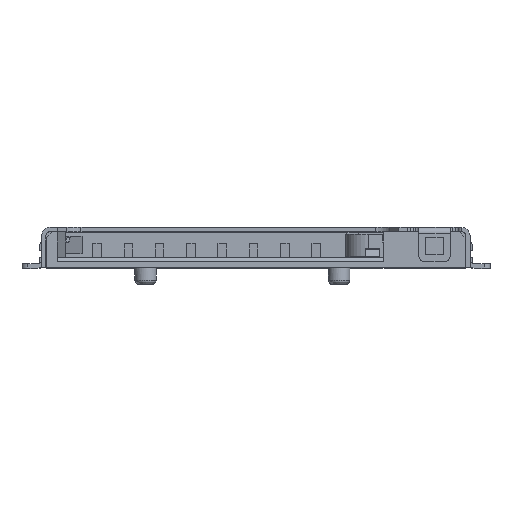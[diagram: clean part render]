
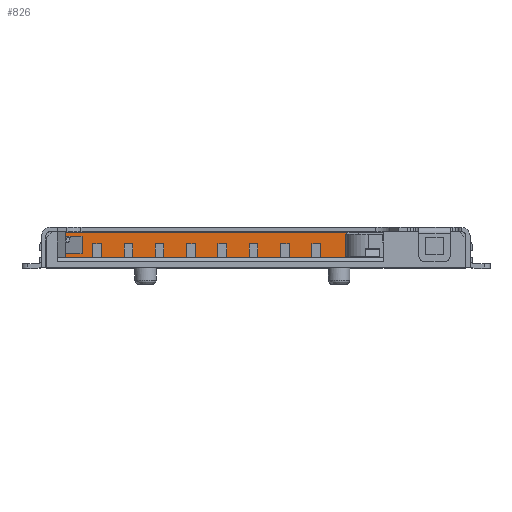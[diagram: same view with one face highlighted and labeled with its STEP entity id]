
A CAD part, top view. The second image highlights one B-rep face of the part: STEP entity #826.
In plain terms, the highlighted face is planar.
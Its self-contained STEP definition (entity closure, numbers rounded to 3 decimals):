
#394 = LINE ( 'NONE', #590, #18936 ) ;
#590 = CARTESIAN_POINT ( 'NONE',  ( 189.279, 195.831, 0.45 ) ) ;
#826 = ADVANCED_FACE ( 'NONE529', ( #39985 ), #24032, .F. ) ;
#1346 = DIRECTION ( 'NONE',  ( 0., 1., 0. ) ) ;
#1618 = EDGE_CURVE ( 'NONE', #27591, #3768, #8543, .T. ) ;
#1681 = ORIENTED_EDGE ( 'NONE', *, *, #37317, .F. ) ;
#2761 = CARTESIAN_POINT ( 'NONE',  ( 199.159, 195.831, 0.275 ) ) ;
#3768 = VERTEX_POINT ( 'NONE', #3780 ) ;
#3780 = CARTESIAN_POINT ( 'NONE',  ( 189.279, 195.831, 0. ) ) ;
#8543 = LINE ( 'NONE', #31138, #24345 ) ;
#9474 = CARTESIAN_POINT ( 'NONE',  ( 195.959, 195.831, 0.9 ) ) ;
#10813 = ORIENTED_EDGE ( 'NONE', *, *, #1618, .F. ) ;
#12517 = AXIS2_PLACEMENT_3D ( 'NONE', #13904, #1346, #40831 ) ;
#12636 = VERTEX_POINT ( 'NONE', #38656 ) ;
#13146 = LINE ( 'NONE', #2761, #33270 ) ;
#13904 = CARTESIAN_POINT ( 'NONE',  ( 201.091, 195.831, -0.375 ) ) ;
#15951 = DIRECTION ( 'NONE',  ( 0., 0., -1. ) ) ;
#16221 = EDGE_CURVE ( 'NONE', #12636, #39509, #38561, .T. ) ;
#18936 = VECTOR ( 'NONE', #26051, 1000. ) ;
#20696 = EDGE_LOOP ( 'NONE', ( #39882, #10813, #1681, #32010 ) ) ;
#22529 = VECTOR ( 'NONE', #29034, 1000. ) ;
#24032 = PLANE ( 'NONE',  #12517 ) ;
#24282 = DIRECTION ( 'NONE',  ( -1., 0., 0. ) ) ;
#24345 = VECTOR ( 'NONE', #24282, 1000. ) ;
#26051 = DIRECTION ( 'NONE',  ( 0., 0., -1. ) ) ;
#27591 = VERTEX_POINT ( 'NONE', #37830 ) ;
#29034 = DIRECTION ( 'NONE',  ( -1., 0., 0. ) ) ;
#29971 = EDGE_CURVE ( 'NONE', #39509, #3768, #394, .T. ) ;
#31138 = CARTESIAN_POINT ( 'NONE',  ( 188.781, 195.831, 0. ) ) ;
#31433 = CARTESIAN_POINT ( 'NONE',  ( 189.279, 195.831, 0.9 ) ) ;
#32010 = ORIENTED_EDGE ( 'NONE', *, *, #16221, .T. ) ;
#33270 = VECTOR ( 'NONE', #15951, 1000. ) ;
#37317 = EDGE_CURVE ( 'NONE', #12636, #27591, #13146, .T. ) ;
#37830 = CARTESIAN_POINT ( 'NONE',  ( 199.159, 195.831, 0. ) ) ;
#38561 = LINE ( 'NONE', #9474, #22529 ) ;
#38656 = CARTESIAN_POINT ( 'NONE',  ( 199.159, 195.831, 0.9 ) ) ;
#39509 = VERTEX_POINT ( 'NONE', #31433 ) ;
#39882 = ORIENTED_EDGE ( 'NONE', *, *, #29971, .T. ) ;
#39985 = FACE_OUTER_BOUND ( 'NONE', #20696, .T. ) ;
#40831 = DIRECTION ( 'NONE',  ( 1., 0., 0. ) ) ;
